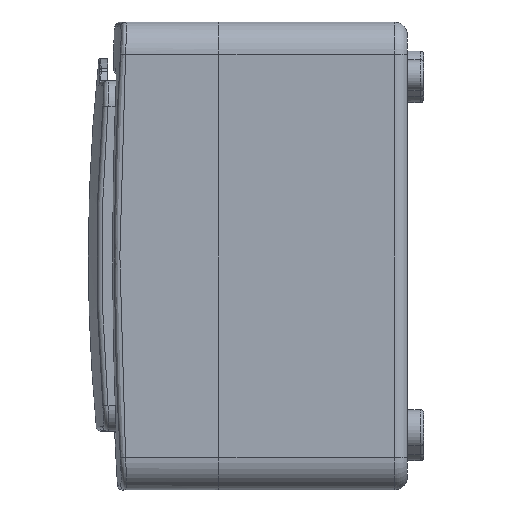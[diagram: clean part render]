
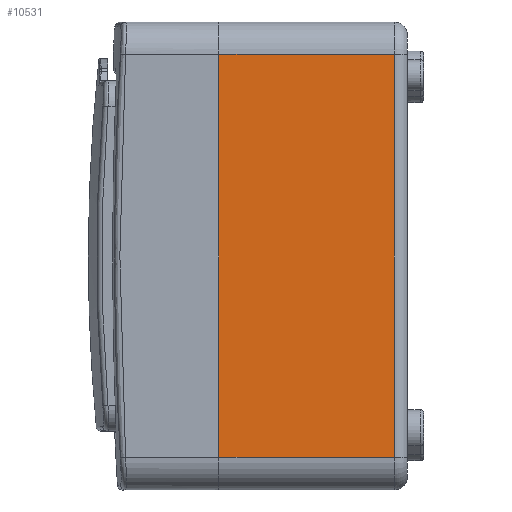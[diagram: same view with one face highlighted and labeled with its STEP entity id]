
A CAD part, left-side view. The second image highlights one B-rep face of the part: STEP entity #10531.
In plain terms, the highlighted planar face has unit normal (-1, 0, 0).
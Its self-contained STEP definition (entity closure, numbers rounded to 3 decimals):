
#111 = LINE ( 'NONE', #23228, #19955 ) ;
#253 = CARTESIAN_POINT ( 'NONE',  ( -36., 29., 31. ) ) ;
#501 = DIRECTION ( 'NONE',  ( 1., 0., 0. ) ) ;
#1352 = VECTOR ( 'NONE', #3332, 1000. ) ;
#1476 = VECTOR ( 'NONE', #32613, 1000. ) ;
#3332 = DIRECTION ( 'NONE',  ( 0., -1., 0. ) ) ;
#5140 = DIRECTION ( 'NONE',  ( 0., 0., 1. ) ) ;
#7379 = VERTEX_POINT ( 'NONE', #25156 ) ;
#7911 = CARTESIAN_POINT ( 'NONE',  ( -36., 29., -31. ) ) ;
#7955 = DIRECTION ( 'NONE',  ( 0., 1., 0. ) ) ;
#9013 = ORIENTED_EDGE ( 'NONE', *, *, #28365, .T. ) ;
#10252 = EDGE_LOOP ( 'NONE', ( #24451, #9013, #28998, #13175 ) ) ;
#10531 = ADVANCED_FACE ( 'NONE', ( #19868 ), #28937, .F. ) ;
#10794 = CARTESIAN_POINT ( 'NONE',  ( -36., 29., 36. ) ) ;
#12257 = VECTOR ( 'NONE', #7955, 1000. ) ;
#13175 = ORIENTED_EDGE ( 'NONE', *, *, #25960, .F. ) ;
#14593 = VERTEX_POINT ( 'NONE', #25164 ) ;
#16241 = CARTESIAN_POINT ( 'NONE',  ( -36., 29., -31. ) ) ;
#17410 = AXIS2_PLACEMENT_3D ( 'NONE', #10794, #501, #18619 ) ;
#18619 = DIRECTION ( 'NONE',  ( 0., 0., -1. ) ) ;
#19868 = FACE_OUTER_BOUND ( 'NONE', #10252, .T. ) ;
#19955 = VECTOR ( 'NONE', #5140, 1000. ) ;
#20968 = CARTESIAN_POINT ( 'NONE',  ( -36., 2., -31. ) ) ;
#23228 = CARTESIAN_POINT ( 'NONE',  ( -36., 2., 36. ) ) ;
#24451 = ORIENTED_EDGE ( 'NONE', *, *, #27965, .T. ) ;
#25156 = CARTESIAN_POINT ( 'NONE',  ( -36., 29., 31. ) ) ;
#25164 = CARTESIAN_POINT ( 'NONE',  ( -36., 2., 31. ) ) ;
#25960 = EDGE_CURVE ( 'NONE', #32087, #7379, #29020, .T. ) ;
#27614 = CARTESIAN_POINT ( 'NONE',  ( -36., 29., 36. ) ) ;
#27965 = EDGE_CURVE ( 'NONE', #32087, #29613, #28900, .T. ) ;
#28365 = EDGE_CURVE ( 'NONE', #29613, #14593, #111, .T. ) ;
#28424 = EDGE_CURVE ( 'NONE', #14593, #7379, #31304, .T. ) ;
#28900 = LINE ( 'NONE', #16241, #1352 ) ;
#28937 = PLANE ( 'NONE',  #17410 ) ;
#28998 = ORIENTED_EDGE ( 'NONE', *, *, #28424, .T. ) ;
#29020 = LINE ( 'NONE', #27614, #1476 ) ;
#29613 = VERTEX_POINT ( 'NONE', #20968 ) ;
#31304 = LINE ( 'NONE', #253, #12257 ) ;
#32087 = VERTEX_POINT ( 'NONE', #7911 ) ;
#32613 = DIRECTION ( 'NONE',  ( 0., 0., 1. ) ) ;
